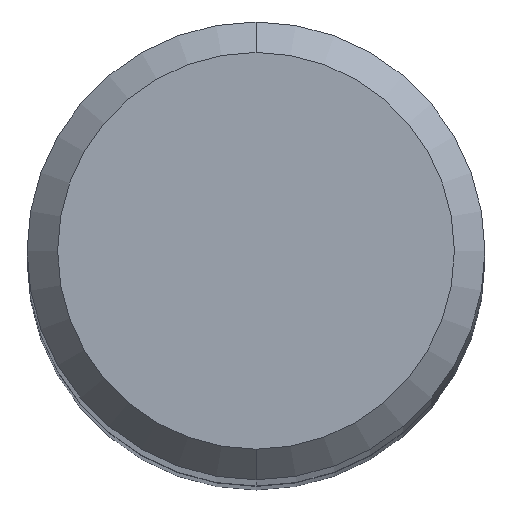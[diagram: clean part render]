
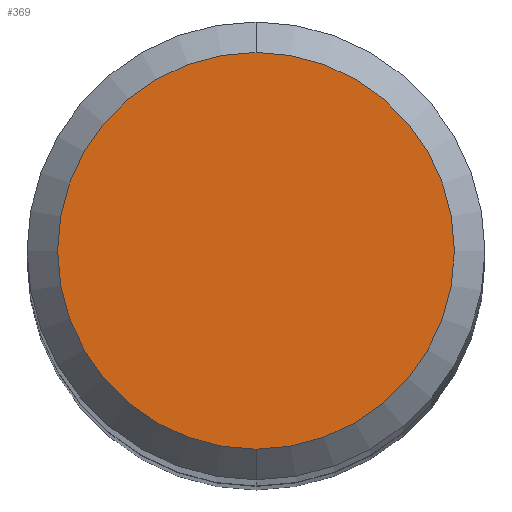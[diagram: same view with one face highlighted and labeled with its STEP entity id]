
A CAD part, top view. The second image highlights one B-rep face of the part: STEP entity #369.
In plain terms, the highlighted planar face has unit normal (0, 0, 1).
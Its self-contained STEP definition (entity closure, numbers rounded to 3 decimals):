
#285=VERTEX_POINT('',#647);
#299=VERTEX_POINT('',#663);
#369=ADVANCED_FACE('',(#740),#741,.T.);
#403=EDGE_CURVE('',#299,#285,#779,.T.);
#523=EDGE_CURVE('',#285,#299,#915,.T.);
#647=CARTESIAN_POINT('',(0.,-2.6,0.0));
#663=CARTESIAN_POINT('',(0.0,2.6,0.0));
#740=FACE_OUTER_BOUND('',#1296,.T.);
#741=PLANE('',#1297);
#779=CIRCLE('',#1351,2.6);
#915=CIRCLE('',#1571,2.6);
#1296=EDGE_LOOP('',(#1822,#1823));
#1297=AXIS2_PLACEMENT_3D('',#1824,#1825,#1826);
#1351=AXIS2_PLACEMENT_3D('',#1880,#1881,#1882);
#1571=AXIS2_PLACEMENT_3D('',#2065,#2066,#2067);
#1822=ORIENTED_EDGE('',*,*,#403,.F.);
#1823=ORIENTED_EDGE('',*,*,#523,.F.);
#1824=CARTESIAN_POINT('',(0.0,1.3,0.0));
#1825=DIRECTION('',(-0.0,0.0,1.0));
#1826=DIRECTION('',(0.0,-1.0,0.0));
#1880=CARTESIAN_POINT('',(0.0,0.0,0.0));
#1881=DIRECTION('',(0.0,0.0,-1.0));
#1882=DIRECTION('',(0.0,1.0,0.0));
#2065=CARTESIAN_POINT('',(0.0,0.0,0.0));
#2066=DIRECTION('',(0.0,0.0,-1.0));
#2067=DIRECTION('',(0.0,1.0,0.0));
